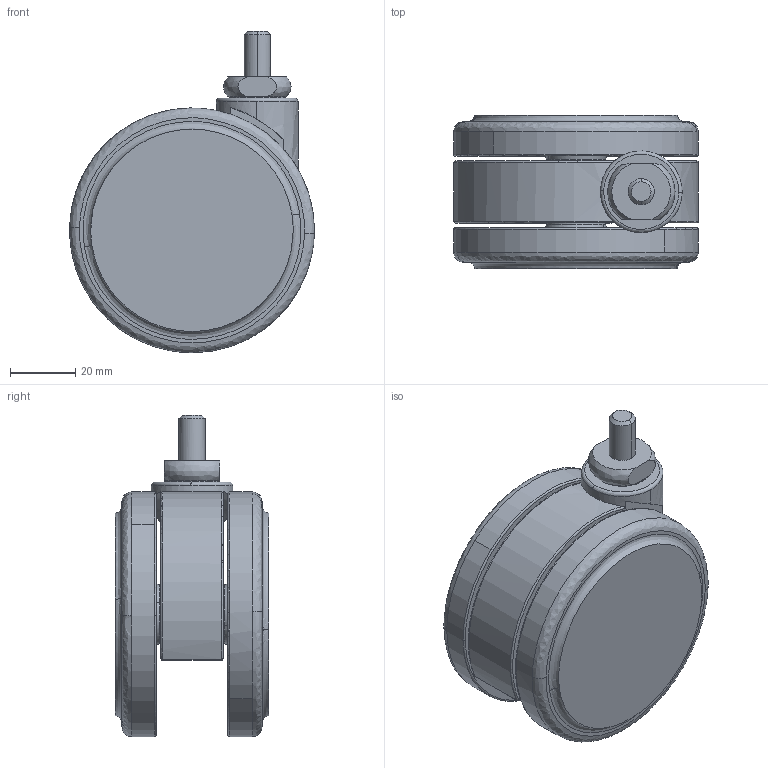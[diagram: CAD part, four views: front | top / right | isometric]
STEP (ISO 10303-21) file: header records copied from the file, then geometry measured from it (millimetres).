
FILE_DESCRIPTION((''),'2;1');
FILE_NAME('','2008-04-30T14:05:16',(''),(''),'','CADfix','');
FILE_SCHEMA(('AUTOMOTIVE_DESIGN { 1 0 10303 214 1 1 1 1 }'));
Length unit declared in the file: millimetre
Bounding box: 74.99 x 47 x 98.5 mm (x, y, z)
Volume: 159665.2 mm3; surface area: 36812.8 mm2
Topology: 4 solids, 4 shells, 122 faces, 353 edges, 248 vertices
Faces by surface type: bspline 122
Entity records: 5288 total; most frequent: CARTESIAN_POINT 3362, ORIENTED_EDGE 706, EDGE_CURVE 353, VERTEX_POINT 248, EDGE_LOOP 133, FACE_OUTER_BOUND 122, ADVANCED_FACE 122, QUASI_UNIFORM_CURVE 95
